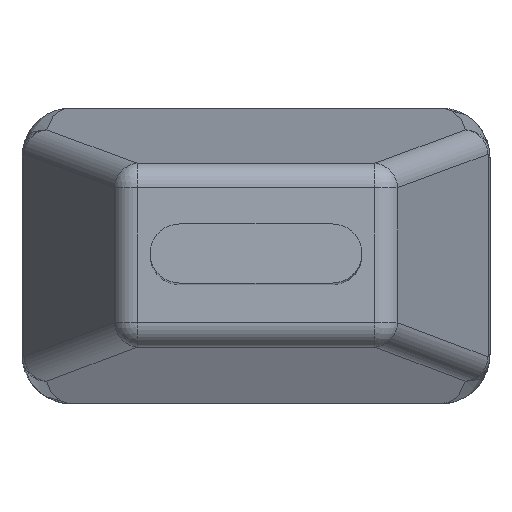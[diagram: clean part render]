
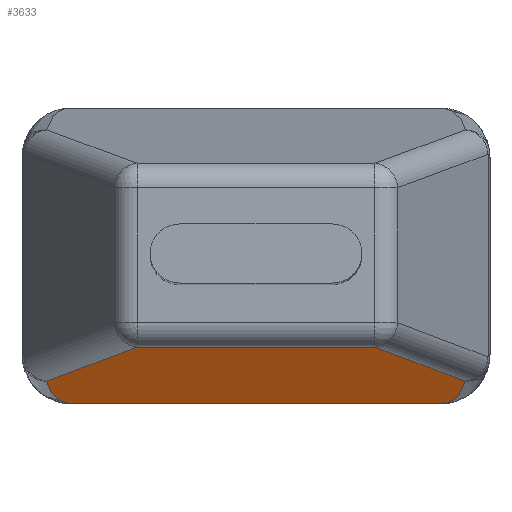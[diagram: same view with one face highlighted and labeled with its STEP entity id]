
A CAD part, top view. The second image highlights one B-rep face of the part: STEP entity #3633.
In plain terms, the highlighted planar face has unit normal (0, -0.989, 0.148).
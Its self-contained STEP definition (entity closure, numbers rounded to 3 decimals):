
#65=ELLIPSE($,#3887,3.371,0.5);
#66=ELLIPSE($,#3888,3.371,0.5);
#430=PLANE($,#3886);
#639=FACE_OUTER_BOUND($,#900,.T.);
#900=EDGE_LOOP($,(#3197,#3198,#3199,#3200,#3201,#3202));
#1165=LINE($,#6616,#1394);
#1169=LINE($,#6634,#1398);
#1171=LINE($,#6640,#1400);
#1172=LINE($,#6644,#1401);
#1394=VECTOR($,#4549,4.823);
#1398=VECTOR($,#4575,4.989);
#1400=VECTOR($,#4581,4.989);
#1401=VECTOR($,#4584,7.5);
#1826=VERTEX_POINT($,#6613);
#1827=VERTEX_POINT($,#6615);
#1830=VERTEX_POINT($,#6633);
#1832=VERTEX_POINT($,#6639);
#1833=VERTEX_POINT($,#6641);
#1834=VERTEX_POINT($,#6643);
#2291=EDGE_CURVE($,#1826,#1827,#1165,.T.);
#2301=EDGE_CURVE($,#1827,#1830,#1169,.T.);
#2304=EDGE_CURVE($,#1832,#1826,#1171,.T.);
#2305=EDGE_CURVE($,#1833,#1832,#65,.T.);
#2306=EDGE_CURVE($,#1834,#1833,#1172,.T.);
#2307=EDGE_CURVE($,#1830,#1834,#66,.T.);
#3197=ORIENTED_EDGE($,*,*,#2291,.F.);
#3198=ORIENTED_EDGE($,*,*,#2304,.F.);
#3199=ORIENTED_EDGE($,*,*,#2305,.F.);
#3200=ORIENTED_EDGE($,*,*,#2306,.F.);
#3201=ORIENTED_EDGE($,*,*,#2307,.F.);
#3202=ORIENTED_EDGE($,*,*,#2301,.F.);
#3633=ADVANCED_FACE($,(#639),#430,.F.);
#3886=AXIS2_PLACEMENT_3D($,#6638,#4579,#4580);
#3887=AXIS2_PLACEMENT_3D($,#6642,#4582,#4583);
#3888=AXIS2_PLACEMENT_3D($,#6645,#4585,#4586);
#4549=DIRECTION($,(1.,0.,0.));
#4575=DIRECTION($,(0.368,-0.138,-0.92));
#4579=DIRECTION('center_axis',(0.,0.989,
-0.148));
#4580=DIRECTION('ref_axis',(0.,-0.148,-0.989));
#4581=DIRECTION($,(0.368,0.138,0.92));
#4582=DIRECTION('center_axis',(0.,0.989,
-0.148));
#4583=DIRECTION('ref_axis',(0.,-0.148,-0.989));
#4584=DIRECTION($,(-1.,0.,0.));
#4585=DIRECTION('center_axis',(0.,0.989,
-0.148));
#4586=DIRECTION('ref_axis',(0.,-0.148,-0.989));
#6613=CARTESIAN_POINT('',(-2.68,-3.01,11.574));
#6615=CARTESIAN_POINT('',(2.143,-3.01,11.574));
#6616=CARTESIAN_POINT($,(2.107,-3.01,11.574));
#6633=CARTESIAN_POINT('',(3.978,-3.698,6.986));
#6634=CARTESIAN_POINT($,(3.188,-3.402,8.961));
#6638=CARTESIAN_POINT('Origin',(4.482,-2.946,12.));
#6639=CARTESIAN_POINT('',(-4.515,-3.698,6.986));
#6640=CARTESIAN_POINT($,(-2.101,-2.793,13.02));
#6641=CARTESIAN_POINT('',(-4.018,-4.14,4.037));
#6642=CARTESIAN_POINT('Origin',(-4.018,-3.64,7.37));
#6643=CARTESIAN_POINT('',(3.482,-4.14,4.037));
#6644=CARTESIAN_POINT($,(-0.268,-4.14,4.037));
#6645=CARTESIAN_POINT('Origin',(3.482,-3.64,7.37));
